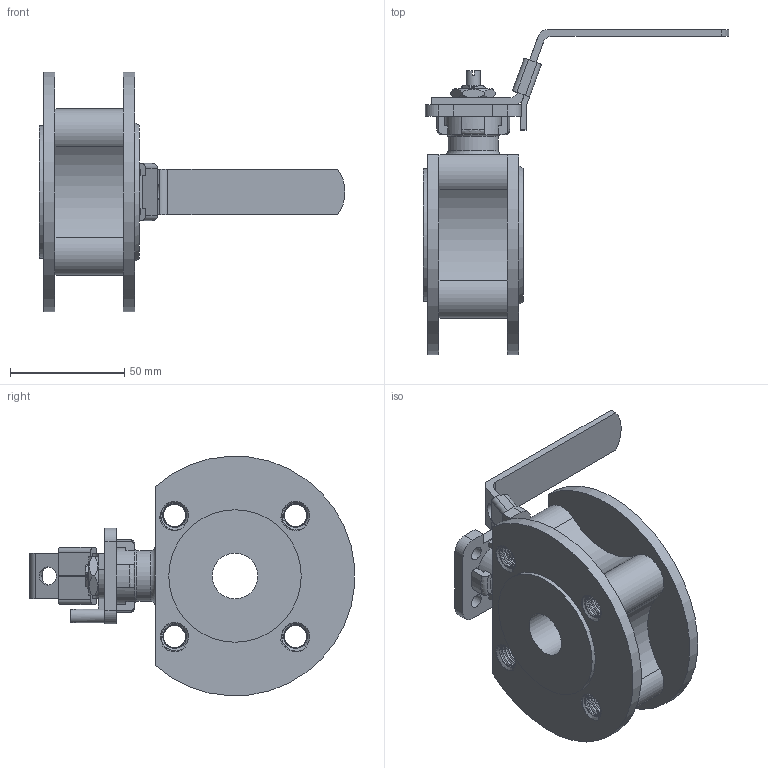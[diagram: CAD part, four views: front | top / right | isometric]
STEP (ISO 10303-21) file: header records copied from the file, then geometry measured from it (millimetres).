
FILE_DESCRIPTION(/* description */ ('Unknown'),/* implementation_level */ '2;1');
FILE_NAME(/* name */ '20200903-MD-57D-DN20',/* time_stamp */ '2020-09-03T17:22:44+08:00',/* author */ ('Unknown'),/* organization */ ('Unknown'),/* preprocessor_version */ 'ST-DEVELOPER v16.7',/* originating_system */ 'DEX',/* authorisation */ $);
FILE_SCHEMA (('AUTOMOTIVE_DESIGN {1 0 10303 214 3 1 1}'));
Products named in the file (1): DN20md6
Bounding box: 134 x 142.31 x 104.88 mm (x, y, z)
Volume: 211508.7 mm3; surface area: 68459.6 mm2
Topology: 6 solids, 6 shells, 350 faces, 1476 edges, 1137 vertices
Faces by surface type: plane 150, cylinder 106, bspline 71, cone 17, torus 6
Full cylindrical faces by diameter (mm): 5 x2, 6 x5, 8 x1, 20 x1, 22.1 x1, 24.5 x1, 58 x1
Entity records: 47966 total; most frequent: CARTESIAN_POINT 37567, ORIENTED_EDGE 2898, DIRECTION 1481, EDGE_CURVE 1449, VERTEX_POINT 1128, AXIS2_PLACEMENT_3D 547, EDGE_LOOP 397, FACE_BOUND 397
